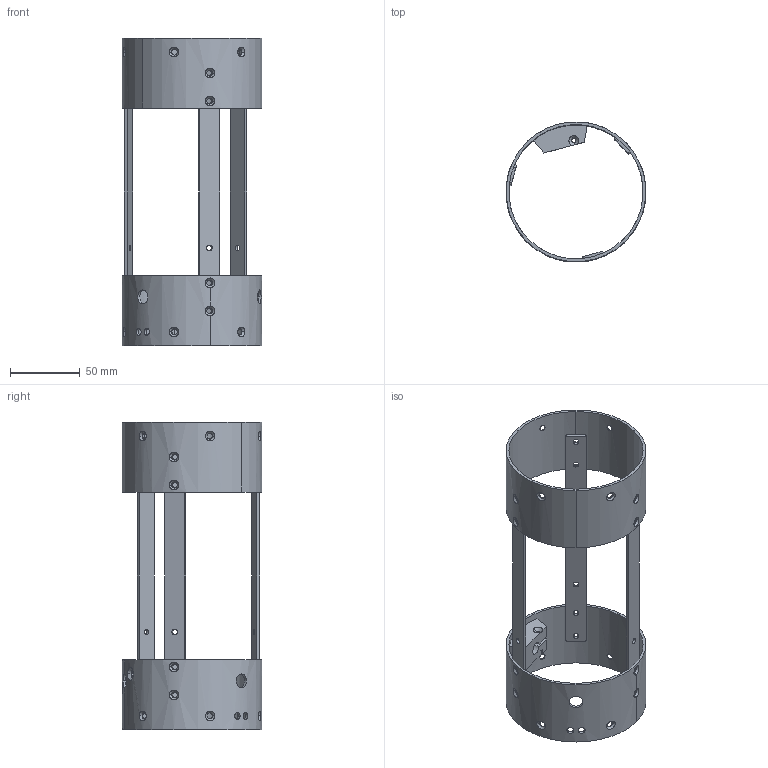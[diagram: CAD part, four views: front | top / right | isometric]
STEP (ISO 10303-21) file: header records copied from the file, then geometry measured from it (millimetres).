
FILE_DESCRIPTION (( 'STEP AP203' ), '1' );
FILE_NAME ('扂捇佤謊晊_25_07_2023.STEP', '2023-07-25T14:16:45', ( 'Sofia' ), ( 'HP' ), 'SwSTEP 2.0', 'SolidWorks 2023', '' );
FILE_SCHEMA (( 'CONFIG_CONTROL_DESIGN' ));
Length unit declared in the file: millimetre
Products named in the file (5): стрингер; Силовой шпангоут верхний; ОТСЕК_БАСУ_25_07_2023; Приборный отсек; Силовой шпангоут нижний
Assembly tree (6 placements, depth 3):
  ОТСЕК_БАСУ_25_07_2023
    Приборный отсек
      Силовой шпангоут нижний
      стрингер  x3
      Силовой шпангоут верхний
Bounding box: 99.62 x 99.81 x 220 mm (x, y, z)
Volume: 83398.2 mm3; surface area: 85683.2 mm2
Topology: 6 solids, 6 shells, 219 faces, 614 edges, 392 vertices
Faces by surface type: cylinder 118, bspline 50, plane 37, cone 14
Entity records: 30145 total; most frequent: CARTESIAN_POINT 25444, ORIENTED_EDGE 1004, DIRECTION 578, EDGE_CURVE 502, VERTEX_POINT 320, B_SPLINE_CURVE_WITH_KNOTS 267, EDGE_LOOP 250, AXIS2_PLACEMENT_3D 207
